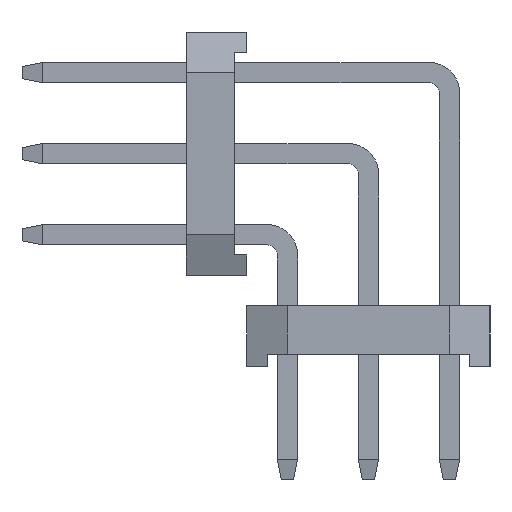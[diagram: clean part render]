
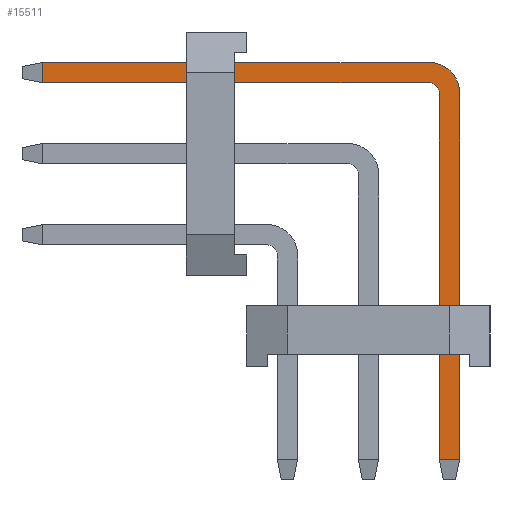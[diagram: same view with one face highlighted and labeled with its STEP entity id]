
A CAD part, left-side view. The second image highlights one B-rep face of the part: STEP entity #15511.
In plain terms, the highlighted planar face has unit normal (-1, 0, 0).
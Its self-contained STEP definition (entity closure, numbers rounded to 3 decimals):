
#15265=CARTESIAN_POINT('',(-0.25,5.05,1.75));
#15266=VERTEX_POINT('',#15265);
#15289=CARTESIAN_POINT('',(-0.25,5.05,2.25));
#15290=VERTEX_POINT('',#15289);
#15291=CARTESIAN_POINT('',(-0.25,5.05,1.75));
#15292=DIRECTION('',(0.,0.,1.));
#15293=VECTOR('',#15292,0.5);
#15294=LINE('',#15291,#15293);
#15295=EDGE_CURVE('',#15266,#15290,#15294,.T.);
#15336=CARTESIAN_POINT('',(-0.25,-4.5,2.25));
#15337=VERTEX_POINT('',#15336);
#15338=CARTESIAN_POINT('',(-0.25,5.05,2.25));
#15339=DIRECTION('',(0.,-1.,0.));
#15340=VECTOR('',#15339,9.55);
#15341=LINE('',#15338,#15340);
#15342=EDGE_CURVE('',#15290,#15337,#15341,.T.);
#15443=CARTESIAN_POINT('',(-0.25,-4.5,1.75));
#15444=VERTEX_POINT('',#15443);
#15451=CARTESIAN_POINT('',(-0.25,-4.5,1.75));
#15452=DIRECTION('',(0.,1.,0.));
#15453=VECTOR('',#15452,9.55);
#15454=LINE('',#15451,#15453);
#15455=EDGE_CURVE('',#15444,#15266,#15454,.T.);
#15461=CARTESIAN_POINT('',(-0.25,5.55,2.25));
#15462=DIRECTION('',(0.,0.,-1.));
#15463=DIRECTION('',(-1.,-0.,-0.));
#15464=AXIS2_PLACEMENT_3D('',#15461,#15463,#15462);
#15465=PLANE('',#15464);
#15466=ORIENTED_EDGE('',*,*,#15455,.F.);
#15467=CARTESIAN_POINT('',(-0.25,-4.75,1.5));
#15468=VERTEX_POINT('',#15467);
#15469=CARTESIAN_POINT('',(-0.25,-4.5,1.5));
#15470=DIRECTION('',(0.,0.,1.));
#15471=DIRECTION('',(1.,0.,0.));
#15472=AXIS2_PLACEMENT_3D('',#15469,#15471,#15470);
#15473=CIRCLE('',#15472,0.25);
#15474=EDGE_CURVE('',#15444,#15468,#15473,.T.);
#15475=ORIENTED_EDGE('',*,*,#15474,.T.);
#15476=CARTESIAN_POINT('',(-0.25,-4.75,-7.55));
#15477=VERTEX_POINT('',#15476);
#15478=CARTESIAN_POINT('',(-0.25,-4.75,1.5));
#15479=DIRECTION('',(0.,0.,-1.));
#15480=VECTOR('',#15479,9.05);
#15481=LINE('',#15478,#15480);
#15482=EDGE_CURVE('',#15468,#15477,#15481,.T.);
#15483=ORIENTED_EDGE('',*,*,#15482,.T.);
#15484=CARTESIAN_POINT('',(-0.25,-5.25,-7.55));
#15485=VERTEX_POINT('',#15484);
#15486=CARTESIAN_POINT('',(-0.25,-4.75,-7.55));
#15487=DIRECTION('',(0.,-1.,0.));
#15488=VECTOR('',#15487,0.5);
#15489=LINE('',#15486,#15488);
#15490=EDGE_CURVE('',#15477,#15485,#15489,.T.);
#15491=ORIENTED_EDGE('',*,*,#15490,.T.);
#15492=CARTESIAN_POINT('',(-0.25,-5.25,1.5));
#15493=VERTEX_POINT('',#15492);
#15494=CARTESIAN_POINT('',(-0.25,-5.25,-7.55));
#15495=DIRECTION('',(0.,0.,1.));
#15496=VECTOR('',#15495,9.05);
#15497=LINE('',#15494,#15496);
#15498=EDGE_CURVE('',#15485,#15493,#15497,.T.);
#15499=ORIENTED_EDGE('',*,*,#15498,.T.);
#15500=CARTESIAN_POINT('',(-0.25,-4.5,1.5));
#15501=DIRECTION('',(0.,-1.,0.));
#15502=DIRECTION('',(-1.,0.,0.));
#15503=AXIS2_PLACEMENT_3D('',#15500,#15502,#15501);
#15504=CIRCLE('',#15503,0.75);
#15505=EDGE_CURVE('',#15493,#15337,#15504,.T.);
#15506=ORIENTED_EDGE('',*,*,#15505,.T.);
#15507=ORIENTED_EDGE('',*,*,#15342,.F.);
#15508=ORIENTED_EDGE('',*,*,#15295,.F.);
#15509=EDGE_LOOP('',(#15466,#15475,#15483,#15491,#15499,#15506,#15507,#15508));
#15510=FACE_OUTER_BOUND('',#15509,.T.);
#15511=ADVANCED_FACE('',(#15510),#15465,.T.);
